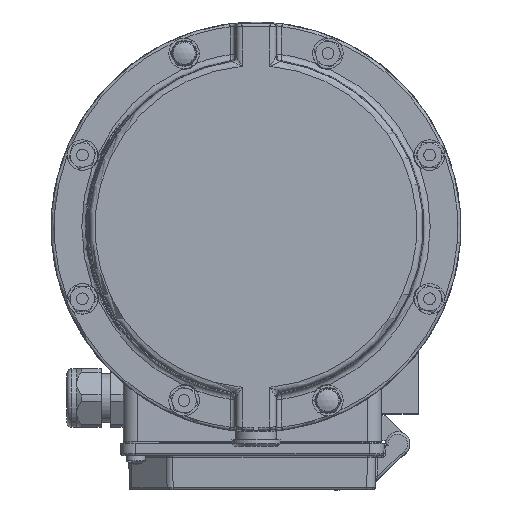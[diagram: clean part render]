
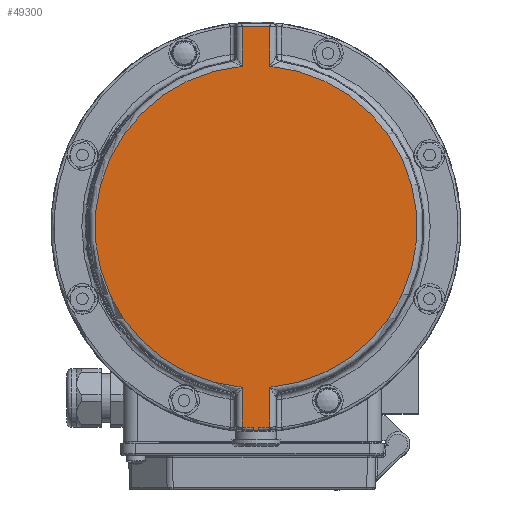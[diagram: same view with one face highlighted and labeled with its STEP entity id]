
A CAD part, top view. The second image highlights one B-rep face of the part: STEP entity #49300.
In plain terms, the highlighted planar face has unit normal (0, 0, 1).
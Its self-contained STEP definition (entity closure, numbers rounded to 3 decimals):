
#2652=CIRCLE('',#53535,66.02);
#2664=CIRCLE('',#53561,66.02);
#2671=CIRCLE('',#53577,0.3);
#2672=CIRCLE('',#53579,0.3);
#2674=CIRCLE('',#53589,82.297);
#2675=CIRCLE('',#53590,82.297);
#2676=CIRCLE('',#53591,83.497);
#2677=CIRCLE('',#53592,82.297);
#4571=PLANE('',#53588);
#7897=FACE_OUTER_BOUND('',#11035,.T.);
#11035=EDGE_LOOP('',(#39924,#39925,#39926,#39927,#39928,#39929,#39930,#39931,
#39932,#39933,#39934,#39935,#39936,#39937));
#14217=LINE('',#96813,#17149);
#14218=LINE('',#96817,#17150);
#14223=LINE('',#96893,#17155);
#14224=LINE('',#96896,#17156);
#14229=LINE('',#96986,#17161);
#14230=LINE('',#96990,#17162);
#17149=VECTOR('',#63678,16.326);
#17150=VECTOR('',#63681,0.903);
#17155=VECTOR('',#63700,0.903);
#17156=VECTOR('',#63703,16.326);
#17161=VECTOR('',#63718,16.326);
#17162=VECTOR('',#63723,16.326);
#22332=VERTEX_POINT('',#95587);
#22333=VERTEX_POINT('',#95588);
#22343=VERTEX_POINT('',#95871);
#22350=VERTEX_POINT('',#96235);
#22377=VERTEX_POINT('',#96796);
#22378=VERTEX_POINT('',#96815);
#22379=VERTEX_POINT('',#96816);
#22381=VERTEX_POINT('',#96856);
#22382=VERTEX_POINT('',#96860);
#22384=VERTEX_POINT('',#96887);
#22385=VERTEX_POINT('',#96891);
#22386=VERTEX_POINT('',#96895);
#22391=VERTEX_POINT('',#96969);
#22392=VERTEX_POINT('',#96988);
#28410=EDGE_CURVE('',#22332,#22333,#2652,.T.);
#28442=EDGE_CURVE('',#22350,#22343,#2664,.T.);
#28482=EDGE_CURVE('',#22343,#22377,#14217,.T.);
#28483=EDGE_CURVE('',#22378,#22379,#14218,.T.);
#28488=EDGE_CURVE('',#22379,#22381,#2671,.T.);
#28492=EDGE_CURVE('',#22382,#22384,#2672,.T.);
#28494=EDGE_CURVE('',#22384,#22385,#14223,.T.);
#28495=EDGE_CURVE('',#22386,#22332,#14224,.T.);
#28506=EDGE_CURVE('',#22333,#22391,#14229,.T.);
#28507=EDGE_CURVE('',#22391,#22392,#2674,.T.);
#28508=EDGE_CURVE('',#22392,#22350,#14230,.T.);
#28509=EDGE_CURVE('',#22377,#22378,#2675,.T.);
#28510=EDGE_CURVE('',#22381,#22382,#2676,.T.);
#28511=EDGE_CURVE('',#22385,#22386,#2677,.T.);
#39924=ORIENTED_EDGE('',*,*,#28506,.T.);
#39925=ORIENTED_EDGE('',*,*,#28507,.T.);
#39926=ORIENTED_EDGE('',*,*,#28508,.T.);
#39927=ORIENTED_EDGE('',*,*,#28442,.T.);
#39928=ORIENTED_EDGE('',*,*,#28482,.T.);
#39929=ORIENTED_EDGE('',*,*,#28509,.T.);
#39930=ORIENTED_EDGE('',*,*,#28483,.T.);
#39931=ORIENTED_EDGE('',*,*,#28488,.T.);
#39932=ORIENTED_EDGE('',*,*,#28510,.T.);
#39933=ORIENTED_EDGE('',*,*,#28492,.T.);
#39934=ORIENTED_EDGE('',*,*,#28494,.T.);
#39935=ORIENTED_EDGE('',*,*,#28511,.T.);
#39936=ORIENTED_EDGE('',*,*,#28495,.T.);
#39937=ORIENTED_EDGE('',*,*,#28410,.T.);
#49300=ADVANCED_FACE('',(#7897),#4571,.F.);
#53535=AXIS2_PLACEMENT_3D('',#95589,#63589,#63590);
#53561=AXIS2_PLACEMENT_3D('',#96236,#63641,#63642);
#53577=AXIS2_PLACEMENT_3D('',#96858,#63688,#63689);
#53579=AXIS2_PLACEMENT_3D('',#96889,#63694,#63695);
#53588=AXIS2_PLACEMENT_3D('',#96987,#63719,#63720);
#53589=AXIS2_PLACEMENT_3D('',#96989,#63721,#63722);
#53590=AXIS2_PLACEMENT_3D('',#96991,#63724,#63725);
#53591=AXIS2_PLACEMENT_3D('',#96992,#63726,#63727);
#53592=AXIS2_PLACEMENT_3D('',#96993,#63728,#63729);
#63589=DIRECTION('center_axis',(0.,0.,
1.));
#63590=DIRECTION('ref_axis',(1.,0.,0.));
#63641=DIRECTION('center_axis',(0.,0.,
1.));
#63642=DIRECTION('ref_axis',(1.,0.,0.));
#63678=DIRECTION('',(0.,-1.,0.));
#63681=DIRECTION('',(0.,-1.,0.));
#63688=DIRECTION('center_axis',(0.,0.,
1.));
#63689=DIRECTION('ref_axis',(-1.,0.,0.));
#63694=DIRECTION('center_axis',(0.,0.,
1.));
#63695=DIRECTION('ref_axis',(1.,0.,0.));
#63700=DIRECTION('',(0.,1.,0.));
#63703=DIRECTION('',(0.,1.,0.));
#63718=DIRECTION('',(0.,1.,0.));
#63719=DIRECTION('center_axis',(0.,0.,
-1.));
#63720=DIRECTION('ref_axis',(1.,0.,0.));
#63721=DIRECTION('center_axis',(0.,0.,
1.));
#63722=DIRECTION('ref_axis',(1.,0.,0.));
#63723=DIRECTION('',(0.,-1.,0.));
#63724=DIRECTION('center_axis',(0.,0.,
1.));
#63725=DIRECTION('ref_axis',(1.,0.,0.));
#63726=DIRECTION('center_axis',(0.,0.,
1.));
#63727=DIRECTION('ref_axis',(-1.,0.,0.));
#63728=DIRECTION('center_axis',(0.,0.,
1.));
#63729=DIRECTION('ref_axis',(1.,0.,0.));
#95587=CARTESIAN_POINT('',(5.2,-65.273,228.7));
#95588=CARTESIAN_POINT('',(5.2,66.273,228.7));
#95589=CARTESIAN_POINT('Origin',(-0.5,0.5,228.7));
#95871=CARTESIAN_POINT('',(-6.2,-65.273,228.7));
#96235=CARTESIAN_POINT('',(-6.2,66.273,228.7));
#96236=CARTESIAN_POINT('Origin',(-0.5,0.5,228.7));
#96796=CARTESIAN_POINT('',(-6.2,-81.6,228.7));
#96813=CARTESIAN_POINT('',(-6.2,0.5,228.7));
#96815=CARTESIAN_POINT('',(-1.5,-81.791,228.7));
#96816=CARTESIAN_POINT('',(-1.5,-82.694,228.7));
#96817=CARTESIAN_POINT('',(-1.5,-81.791,228.7));
#96856=CARTESIAN_POINT('',(-1.203,-82.994,228.7));
#96858=CARTESIAN_POINT('Origin',(-1.2,-82.694,228.7));
#96860=CARTESIAN_POINT('',(0.203,-82.994,228.7));
#96887=CARTESIAN_POINT('',(0.5,-82.694,228.7));
#96889=CARTESIAN_POINT('Origin',(0.2,-82.694,228.7));
#96891=CARTESIAN_POINT('',(0.5,-81.791,228.7));
#96893=CARTESIAN_POINT('',(0.5,-81.791,228.7));
#96895=CARTESIAN_POINT('',(5.2,-81.6,228.7));
#96896=CARTESIAN_POINT('',(5.2,0.5,228.7));
#96969=CARTESIAN_POINT('',(5.2,82.6,228.7));
#96986=CARTESIAN_POINT('',(5.2,0.5,228.7));
#96987=CARTESIAN_POINT('Origin',(68.5,0.5,228.7));
#96988=CARTESIAN_POINT('',(-6.2,82.6,228.7));
#96989=CARTESIAN_POINT('Origin',(-0.5,0.5,228.7));
#96990=CARTESIAN_POINT('',(-6.2,0.5,228.7));
#96991=CARTESIAN_POINT('Origin',(-0.5,0.5,228.7));
#96992=CARTESIAN_POINT('Origin',(-0.5,0.5,228.7));
#96993=CARTESIAN_POINT('Origin',(-0.5,0.5,228.7));
